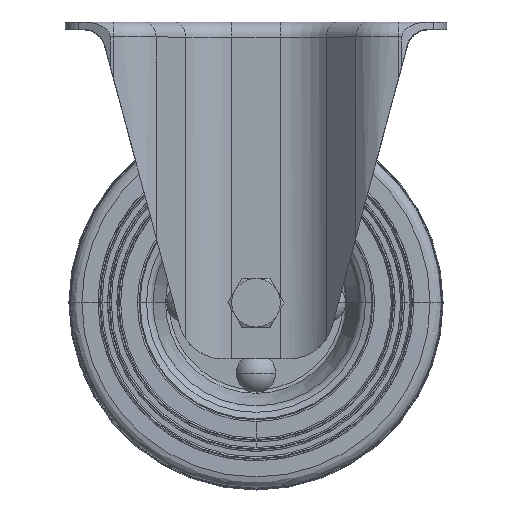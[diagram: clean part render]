
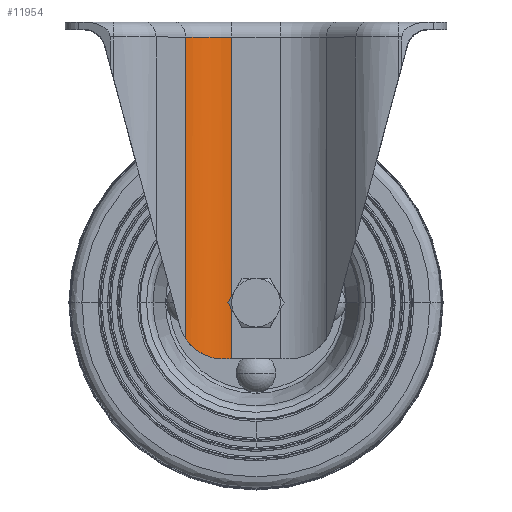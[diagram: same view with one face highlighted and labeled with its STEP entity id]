
A CAD part, top view. The second image highlights one B-rep face of the part: STEP entity #11954.
In plain terms, the highlighted cylindrical face has radius 16 mm (diameter 32 mm), a partial arc.
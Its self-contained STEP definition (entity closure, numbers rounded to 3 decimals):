
#985 = CARTESIAN_POINT ( 'NONE',  ( -16.341, -87.34, 26.345 ) ) ;
#1073 = CARTESIAN_POINT ( 'NONE',  ( -8.792, -90., 23.159 ) ) ;
#1841 = ORIENTED_EDGE ( 'NONE', *, *, #21717, .T. ) ;
#2005 = DIRECTION ( 'NONE',  ( 0., 0., -1. ) ) ;
#2194 = CARTESIAN_POINT ( 'NONE',  ( -6.539, -90., 23. ) ) ;
#2903 = CARTESIAN_POINT ( 'NONE',  ( -15.576, -87.901, 25.794 ) ) ;
#2922 = LINE ( 'NONE', #15287, #12348 ) ;
#2983 = VERTEX_POINT ( 'NONE', #13697 ) ;
#3030 = CARTESIAN_POINT ( 'NONE',  ( -8.792, -90., 23.159 ) ) ;
#3106 = EDGE_CURVE ( 'NONE', #2983, #20868, #17732, .T. ) ;
#3955 = DIRECTION ( 'NONE',  ( 0., 1., 0. ) ) ;
#3993 = CIRCLE ( 'NONE', #12236, 16. ) ;
#4721 = CARTESIAN_POINT ( 'NONE',  ( -18.796, -84.628, 28.715 ) ) ;
#4745 = CARTESIAN_POINT ( 'NONE',  ( -18.796, -84.628, 28.715 ) ) ;
#4805 = CARTESIAN_POINT ( 'NONE',  ( -14.964, -88.294, 25.395 ) ) ;
#6072 = VERTEX_POINT ( 'NONE', #2194 ) ;
#6123 = ORIENTED_EDGE ( 'NONE', *, *, #13051, .T. ) ;
#6248 = FACE_OUTER_BOUND ( 'NONE', #19810, .T. ) ;
#6613 = CARTESIAN_POINT ( 'NONE',  ( -18.285, -85.398, 28.107 ) ) ;
#6693 = CARTESIAN_POINT ( 'NONE',  ( -12.977, -89.295, 24.313 ) ) ;
#6922 = CARTESIAN_POINT ( 'NONE',  ( -6.539, -4., 39. ) ) ;
#7040 = ORIENTED_EDGE ( 'NONE', *, *, #3106, .T. ) ;
#8059 = CARTESIAN_POINT ( 'NONE',  ( -6.539, -90., 39. ) ) ;
#8587 = CARTESIAN_POINT ( 'NONE',  ( -11.457, -89.703, 23.772 ) ) ;
#8812 = DIRECTION ( 'NONE',  ( 0., 0., -1. ) ) ;
#9963 = DIRECTION ( 'NONE',  ( 0., 0., 1. ) ) ;
#10471 = CARTESIAN_POINT ( 'NONE',  ( -10.676, -89.854, 23.542 ) ) ;
#10850 = VECTOR ( 'NONE', #21529, 1000. ) ;
#11386 = DIRECTION ( 'NONE',  ( 0., 1., 0. ) ) ;
#11454 = LINE ( 'NONE', #19641, #10850 ) ;
#11954 = ADVANCED_FACE ( 'NONE', ( #6248 ), #20097, .F. ) ;
#12236 = AXIS2_PLACEMENT_3D ( 'NONE', #8059, #21244, #9963 ) ;
#12282 = CARTESIAN_POINT ( 'NONE',  ( -16.696, -87.041, 26.629 ) ) ;
#12348 = VECTOR ( 'NONE', #3955, 1000. ) ;
#12366 = CARTESIAN_POINT ( 'NONE',  ( -9.343, -90., 23.238 ) ) ;
#13051 = EDGE_CURVE ( 'NONE', #6072, #2983, #2922, .T. ) ;
#13697 = CARTESIAN_POINT ( 'NONE',  ( -6.539, -4., 23. ) ) ;
#14178 = CARTESIAN_POINT ( 'NONE',  ( -15.772, -87.764, 25.931 ) ) ;
#15163 = CARTESIAN_POINT ( 'NONE',  ( -6.539, -90., 39. ) ) ;
#15287 = CARTESIAN_POINT ( 'NONE',  ( -6.539, -90., 23. ) ) ;
#16067 = EDGE_CURVE ( 'NONE', #22593, #6072, #3993, .T. ) ;
#16081 = CARTESIAN_POINT ( 'NONE',  ( -15.172, -88.166, 25.527 ) ) ;
#16580 = B_SPLINE_CURVE_WITH_KNOTS ( 'NONE', 3,
 ( #4721, #6613, #23570, #12282, #985, #14178, #2903, #16081, #4805, #17958, #6693, #19863, #8587, #21742, #10471, #23644, #12366, #1073 ),
 .UNSPECIFIED., .F., .F.,
 ( 4, 2, 2, 2, 2, 2, 2, 2, 4 ),
 ( 0., 0.003, 0.005, 0.006, 0.007, 0.01, 0.011, 0.011, 0.013 ),
 .UNSPECIFIED. ) ;
#17226 = ORIENTED_EDGE ( 'NONE', *, *, #20005, .F. ) ;
#17399 = AXIS2_PLACEMENT_3D ( 'NONE', #6922, #20090, #8812 ) ;
#17732 = CIRCLE ( 'NONE', #17399, 16. ) ;
#17958 = CARTESIAN_POINT ( 'NONE',  ( -13.899, -88.903, 24.759 ) ) ;
#19641 = CARTESIAN_POINT ( 'NONE',  ( -18.796, -90., 28.715 ) ) ;
#19810 = EDGE_LOOP ( 'NONE', ( #17226, #1841, #20639, #6123, #7040 ) ) ;
#19863 = CARTESIAN_POINT ( 'NONE',  ( -11.714, -89.642, 23.858 ) ) ;
#20005 = EDGE_CURVE ( 'NONE', #20044, #20868, #11454, .T. ) ;
#20044 = VERTEX_POINT ( 'NONE', #4745 ) ;
#20090 = DIRECTION ( 'NONE',  ( 0., 1., 0. ) ) ;
#20097 = CYLINDRICAL_SURFACE ( 'NONE', #20664, 16. ) ;
#20639 = ORIENTED_EDGE ( 'NONE', *, *, #16067, .T. ) ;
#20664 = AXIS2_PLACEMENT_3D ( 'NONE', #15163, #11386, #2005 ) ;
#20868 = VERTEX_POINT ( 'NONE', #21229 ) ;
#21229 = CARTESIAN_POINT ( 'NONE',  ( -18.796, -4., 28.715 ) ) ;
#21244 = DIRECTION ( 'NONE',  ( 0., -1., 0. ) ) ;
#21529 = DIRECTION ( 'NONE',  ( 0., 1., 0. ) ) ;
#21717 = EDGE_CURVE ( 'NONE', #20044, #22593, #16580, .T. ) ;
#21742 = CARTESIAN_POINT ( 'NONE',  ( -10.938, -89.809, 23.614 ) ) ;
#22593 = VERTEX_POINT ( 'NONE', #3030 ) ;
#23570 = CARTESIAN_POINT ( 'NONE',  ( -17.7, -86.093, 27.501 ) ) ;
#23644 = CARTESIAN_POINT ( 'NONE',  ( -9.883, -89.962, 23.344 ) ) ;
